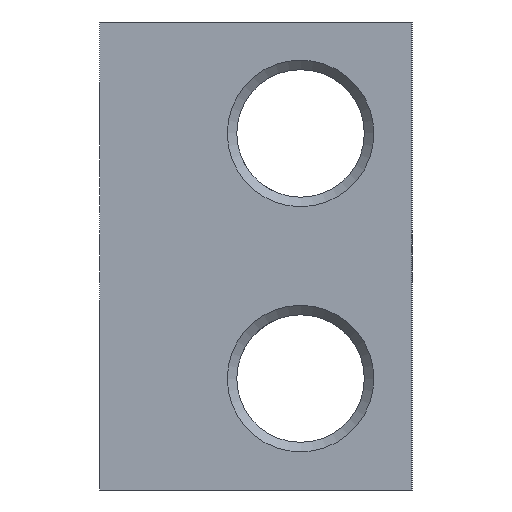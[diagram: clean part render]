
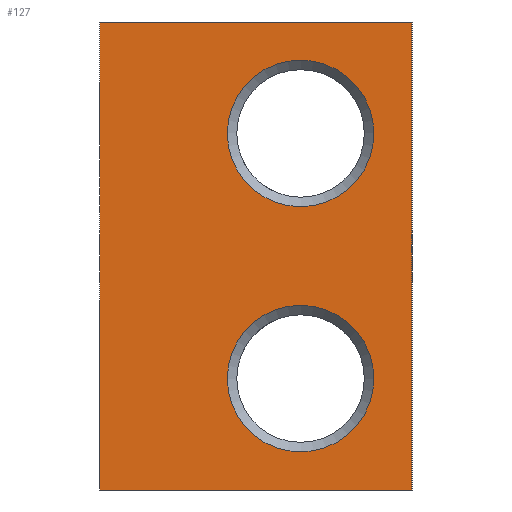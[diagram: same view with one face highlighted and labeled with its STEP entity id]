
A CAD part, left-side view. The second image highlights one B-rep face of the part: STEP entity #127.
In plain terms, the highlighted planar face has unit normal (-1, 0, 0).
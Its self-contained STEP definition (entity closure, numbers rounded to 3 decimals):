
#127 = ADVANCED_FACE( '', ( #336, #337, #338 ), #339, .F. );
#336 = FACE_BOUND( '', #588, .T. );
#337 = FACE_BOUND( '', #589, .T. );
#338 = FACE_OUTER_BOUND( '', #590, .T. );
#339 = PLANE( '', #591 );
#588 = EDGE_LOOP( '', ( #1002 ) );
#589 = EDGE_LOOP( '', ( #1003 ) );
#590 = EDGE_LOOP( '', ( #1004, #1005, #1006, #1007 ) );
#591 = AXIS2_PLACEMENT_3D( '', #1008, #1009, #1010 );
#1002 = ORIENTED_EDGE( '', *, *, #1240, .F. );
#1003 = ORIENTED_EDGE( '', *, *, #1241, .F. );
#1004 = ORIENTED_EDGE( '', *, *, #1226, .F. );
#1005 = ORIENTED_EDGE( '', *, *, #1236, .F. );
#1006 = ORIENTED_EDGE( '', *, *, #1232, .F. );
#1007 = ORIENTED_EDGE( '', *, *, #1238, .F. );
#1008 = CARTESIAN_POINT( '', ( 0., 0., 0. ) );
#1009 = DIRECTION( '', ( 1., 0., 0. ) );
#1010 = DIRECTION( '', ( 0., 0., -1. ) );
#1226 = EDGE_CURVE( '', #1424, #1425, #1426, .T. );
#1232 = EDGE_CURVE( '', #1436, #1437, #1438, .T. );
#1236 = EDGE_CURVE( '', #1437, #1424, #1444, .T. );
#1238 = EDGE_CURVE( '', #1425, #1436, #1446, .T. );
#1240 = EDGE_CURVE( '', #1448, #1448, #1449, .T. );
#1241 = EDGE_CURVE( '', #1450, #1450, #1451, .T. );
#1424 = VERTEX_POINT( '', #2604 );
#1425 = VERTEX_POINT( '', #2605 );
#1426 = LINE( '', #2606, #2607 );
#1436 = VERTEX_POINT( '', #2620 );
#1437 = VERTEX_POINT( '', #2621 );
#1438 = LINE( '', #2622, #2623 );
#1444 = LINE( '', #2632, #2633 );
#1446 = LINE( '', #2636, #2637 );
#1448 = VERTEX_POINT( '', #2640 );
#1449 = CIRCLE( '', #2641, 6.579 );
#1450 = VERTEX_POINT( '', #2642 );
#1451 = CIRCLE( '', #2643, 6.579 );
#2604 = CARTESIAN_POINT( '', ( 0., 0., -21. ) );
#2605 = CARTESIAN_POINT( '', ( 0., 0., 21. ) );
#2606 = CARTESIAN_POINT( '', ( 0., 0., -21. ) );
#2607 = VECTOR( '', #2866, 1000. );
#2620 = CARTESIAN_POINT( '', ( 0., -28., 21. ) );
#2621 = CARTESIAN_POINT( '', ( 0., -28., -21. ) );
#2622 = CARTESIAN_POINT( '', ( 0., -28., 21. ) );
#2623 = VECTOR( '', #2876, 1000. );
#2632 = CARTESIAN_POINT( '', ( 0., -28., -21. ) );
#2633 = VECTOR( '', #2880, 1000. );
#2636 = CARTESIAN_POINT( '', ( 0., 0., 21. ) );
#2637 = VECTOR( '', #2882, 1000. );
#2640 = CARTESIAN_POINT( '', ( 0., -18., -4.422 ) );
#2641 = AXIS2_PLACEMENT_3D( '', #2884, #2885, #2886 );
#2642 = CARTESIAN_POINT( '', ( 0., -18., 17.579 ) );
#2643 = AXIS2_PLACEMENT_3D( '', #2887, #2888, #2889 );
#2866 = DIRECTION( '', ( 0., 0., 1. ) );
#2876 = DIRECTION( '', ( 0., 0., -1. ) );
#2880 = DIRECTION( '', ( 0., 1., 0. ) );
#2882 = DIRECTION( '', ( 0., -1., 0. ) );
#2884 = CARTESIAN_POINT( '', ( 0., -18., -11. ) );
#2885 = DIRECTION( '', ( -1., 0., 0. ) );
#2886 = DIRECTION( '', ( 0., 0., 1. ) );
#2887 = CARTESIAN_POINT( '', ( 0., -18., 11. ) );
#2888 = DIRECTION( '', ( -1., 0., 0. ) );
#2889 = DIRECTION( '', ( 0., 0., 1. ) );
